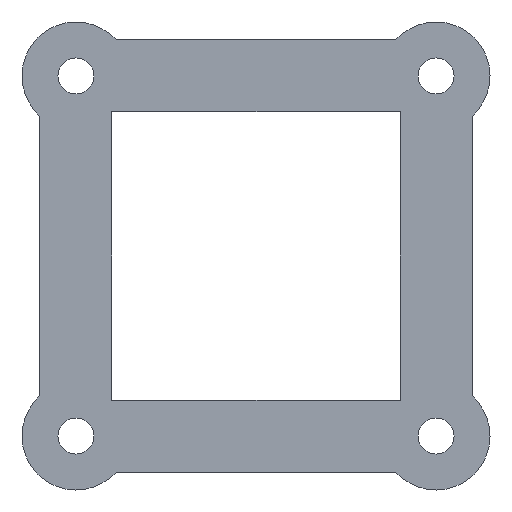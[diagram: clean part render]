
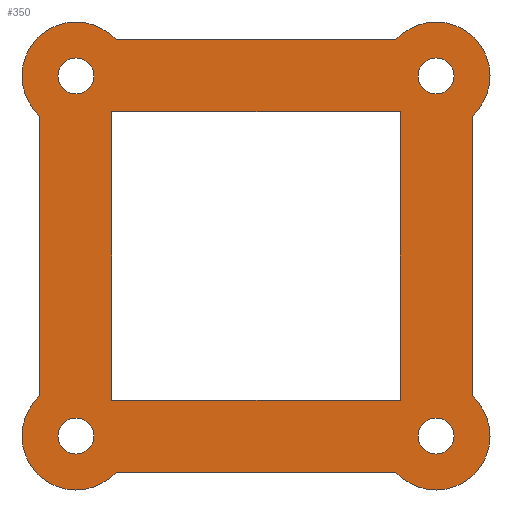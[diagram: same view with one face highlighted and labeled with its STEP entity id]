
A CAD part, front view. The second image highlights one B-rep face of the part: STEP entity #350.
In plain terms, the highlighted planar face has unit normal (0, -1, 0).
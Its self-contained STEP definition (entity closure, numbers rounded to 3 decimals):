
#24=FACE_BOUND('',#98,.T.);
#25=FACE_BOUND('',#99,.T.);
#26=FACE_BOUND('',#100,.T.);
#27=FACE_BOUND('',#101,.T.);
#28=FACE_BOUND('',#102,.T.);
#30=CIRCLE('',#359,2.5);
#32=CIRCLE('',#362,2.5);
#34=CIRCLE('',#365,2.5);
#36=CIRCLE('',#368,2.5);
#37=CIRCLE('',#370,7.5);
#39=CIRCLE('',#374,7.5);
#41=CIRCLE('',#378,7.5);
#43=CIRCLE('',#382,7.5);
#70=FACE_OUTER_BOUND('',#97,.T.);
#97=EDGE_LOOP('',(#307,#308,#309,#310,#311,#312,#313,#314));
#98=EDGE_LOOP('',(#315,#316,#317,#318));
#99=EDGE_LOOP('',(#319));
#100=EDGE_LOOP('',(#320));
#101=EDGE_LOOP('',(#321));
#102=EDGE_LOOP('',(#322));
#103=LINE('',#489,#131);
#107=LINE('',#497,#135);
#110=LINE('',#503,#138);
#113=LINE('',#508,#141);
#117=LINE('',#541,#145);
#121=LINE('',#553,#149);
#125=LINE('',#565,#153);
#129=LINE('',#576,#157);
#131=VECTOR('',#391,40.);
#135=VECTOR('',#397,40.);
#138=VECTOR('',#402,40.);
#141=VECTOR('',#407,40.);
#145=VECTOR('',#443,38.82);
#149=VECTOR('',#455,38.82);
#153=VECTOR('',#467,38.82);
#157=VECTOR('',#479,38.82);
#159=VERTEX_POINT('',#487);
#160=VERTEX_POINT('',#488);
#163=VERTEX_POINT('',#496);
#165=VERTEX_POINT('',#502);
#168=VERTEX_POINT('',#513);
#170=VERTEX_POINT('',#518);
#172=VERTEX_POINT('',#523);
#174=VERTEX_POINT('',#528);
#175=VERTEX_POINT('',#531);
#176=VERTEX_POINT('',#532);
#179=VERTEX_POINT('',#540);
#181=VERTEX_POINT('',#546);
#183=VERTEX_POINT('',#552);
#185=VERTEX_POINT('',#558);
#187=VERTEX_POINT('',#564);
#189=VERTEX_POINT('',#570);
#191=EDGE_CURVE('',#159,#160,#103,.T.);
#195=EDGE_CURVE('',#163,#159,#107,.T.);
#198=EDGE_CURVE('',#165,#163,#110,.T.);
#201=EDGE_CURVE('',#160,#165,#113,.T.);
#204=EDGE_CURVE('',#168,#168,#30,.T.);
#206=EDGE_CURVE('',#170,#170,#32,.T.);
#208=EDGE_CURVE('',#172,#172,#34,.T.);
#210=EDGE_CURVE('',#174,#174,#36,.T.);
#211=EDGE_CURVE('',#175,#176,#37,.T.);
#215=EDGE_CURVE('',#179,#175,#117,.T.);
#218=EDGE_CURVE('',#181,#179,#39,.T.);
#221=EDGE_CURVE('',#183,#181,#121,.T.);
#224=EDGE_CURVE('',#185,#183,#41,.T.);
#227=EDGE_CURVE('',#187,#185,#125,.T.);
#230=EDGE_CURVE('',#189,#187,#43,.T.);
#233=EDGE_CURVE('',#176,#189,#129,.T.);
#307=ORIENTED_EDGE('',*,*,#233,.F.);
#308=ORIENTED_EDGE('',*,*,#211,.F.);
#309=ORIENTED_EDGE('',*,*,#215,.F.);
#310=ORIENTED_EDGE('',*,*,#218,.F.);
#311=ORIENTED_EDGE('',*,*,#221,.F.);
#312=ORIENTED_EDGE('',*,*,#224,.F.);
#313=ORIENTED_EDGE('',*,*,#227,.F.);
#314=ORIENTED_EDGE('',*,*,#230,.F.);
#315=ORIENTED_EDGE('',*,*,#191,.T.);
#316=ORIENTED_EDGE('',*,*,#201,.T.);
#317=ORIENTED_EDGE('',*,*,#198,.T.);
#318=ORIENTED_EDGE('',*,*,#195,.T.);
#319=ORIENTED_EDGE('',*,*,#204,.T.);
#320=ORIENTED_EDGE('',*,*,#206,.T.);
#321=ORIENTED_EDGE('',*,*,#208,.T.);
#322=ORIENTED_EDGE('',*,*,#210,.T.);
#332=PLANE('',#386);
#350=ADVANCED_FACE('',(#70,#24,#25,#26,#27,#28),#332,.T.);
#359=AXIS2_PLACEMENT_3D('',#514,#413,#414);
#362=AXIS2_PLACEMENT_3D('',#519,#419,#420);
#365=AXIS2_PLACEMENT_3D('',#524,#425,#426);
#368=AXIS2_PLACEMENT_3D('',#529,#431,#432);
#370=AXIS2_PLACEMENT_3D('',#533,#435,#436);
#374=AXIS2_PLACEMENT_3D('',#547,#448,#449);
#378=AXIS2_PLACEMENT_3D('',#559,#460,#461);
#382=AXIS2_PLACEMENT_3D('',#571,#472,#473);
#386=AXIS2_PLACEMENT_3D('',#579,#483,#484);
#391=DIRECTION('',(0.,0.,1.));
#397=DIRECTION('',(-1.,0.,0.));
#402=DIRECTION('',(0.,0.,-1.));
#407=DIRECTION('',(1.,0.,0.));
#413=DIRECTION('center_axis',(0.,1.,0.));
#414=DIRECTION('ref_axis',(1.,0.,0.));
#419=DIRECTION('center_axis',(0.,1.,0.));
#420=DIRECTION('ref_axis',(1.,0.,0.));
#425=DIRECTION('center_axis',(0.,1.,0.));
#426=DIRECTION('ref_axis',(1.,0.,0.));
#431=DIRECTION('center_axis',(0.,1.,0.));
#432=DIRECTION('ref_axis',(1.,0.,0.));
#435=DIRECTION('center_axis',(0.,1.,0.));
#436=DIRECTION('ref_axis',(-0.745,0.,0.667));
#443=DIRECTION('',(1.,0.,0.));
#448=DIRECTION('center_axis',(0.,1.,0.));
#449=DIRECTION('ref_axis',(-0.667,0.,-0.745));
#455=DIRECTION('',(0.,0.,1.));
#460=DIRECTION('center_axis',(0.,1.,0.));
#461=DIRECTION('ref_axis',(0.745,0.,-0.667));
#467=DIRECTION('',(-1.,0.,0.));
#472=DIRECTION('center_axis',(0.,1.,0.));
#473=DIRECTION('ref_axis',(0.667,0.,0.745));
#479=DIRECTION('',(0.,0.,-1.));
#483=DIRECTION('center_axis',(0.,-1.,0.));
#484=DIRECTION('ref_axis',(0.,0.,-1.));
#487=CARTESIAN_POINT('',(-40.,0.,-40.));
#488=CARTESIAN_POINT('',(-40.,0.,0.));
#489=CARTESIAN_POINT('',(-40.,0.,-30.));
#496=CARTESIAN_POINT('',(0.,0.,-40.));
#497=CARTESIAN_POINT('',(-10.,0.,-40.));
#502=CARTESIAN_POINT('',(0.,0.,0.));
#503=CARTESIAN_POINT('',(0.,0.,-10.));
#508=CARTESIAN_POINT('',(-30.,0.,0.));
#513=CARTESIAN_POINT('',(2.5,0.,-45.));
#514=CARTESIAN_POINT('Origin',(5.,0.,-45.));
#518=CARTESIAN_POINT('',(2.5,0.,5.));
#519=CARTESIAN_POINT('Origin',(5.,0.,5.));
#523=CARTESIAN_POINT('',(-47.5,0.,-45.));
#524=CARTESIAN_POINT('Origin',(-45.,0.,-45.));
#528=CARTESIAN_POINT('',(-47.5,0.,5.));
#529=CARTESIAN_POINT('Origin',(-45.,0.,5.));
#531=CARTESIAN_POINT('',(-0.59,0.,10.));
#532=CARTESIAN_POINT('',(10.,0.,-0.59));
#533=CARTESIAN_POINT('Origin',(5.,0.,5.));
#540=CARTESIAN_POINT('',(-39.41,0.,10.));
#541=CARTESIAN_POINT('',(-39.41,0.,10.));
#546=CARTESIAN_POINT('',(-50.,0.,-0.59));
#547=CARTESIAN_POINT('Origin',(-45.,0.,5.));
#552=CARTESIAN_POINT('',(-50.,0.,-39.41));
#553=CARTESIAN_POINT('',(-50.,0.,-39.41));
#558=CARTESIAN_POINT('',(-39.41,0.,-50.));
#559=CARTESIAN_POINT('Origin',(-45.,0.,-45.));
#564=CARTESIAN_POINT('',(-0.59,0.,-50.));
#565=CARTESIAN_POINT('',(-0.59,0.,-50.));
#570=CARTESIAN_POINT('',(10.,0.,-39.41));
#571=CARTESIAN_POINT('Origin',(5.,0.,-45.));
#576=CARTESIAN_POINT('',(10.,0.,-0.59));
#579=CARTESIAN_POINT('Origin',(-20.,0.,-20.));
